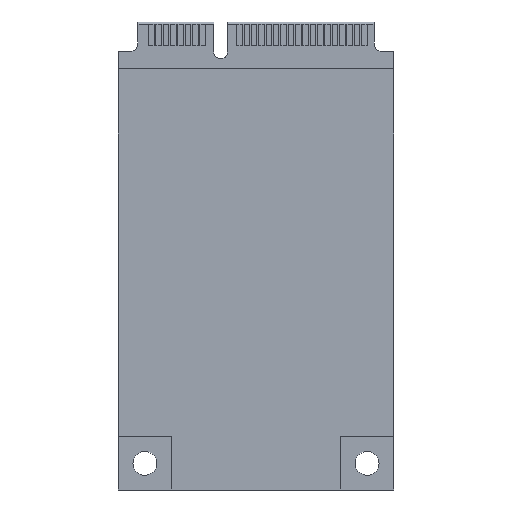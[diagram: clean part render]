
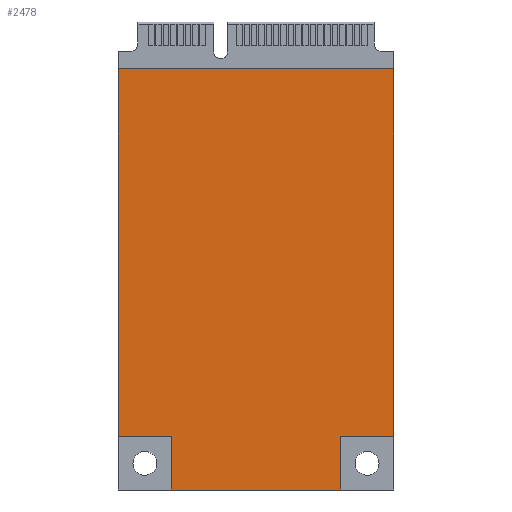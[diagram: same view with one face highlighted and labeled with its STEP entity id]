
A CAD part, front view. The second image highlights one B-rep face of the part: STEP entity #2478.
In plain terms, the highlighted planar face has unit normal (0, -1, 0).
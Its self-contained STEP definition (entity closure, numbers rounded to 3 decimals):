
#474 = DIRECTION ( 'NONE',  ( 0., 1., 0. ) ) ;
#509 = ORIENTED_EDGE ( 'NONE', *, *, #12937, .T. ) ;
#511 = LINE ( 'NONE', #4625, #3572 ) ;
#541 = VECTOR ( 'NONE', #9098, 1000. ) ;
#752 = ORIENTED_EDGE ( 'NONE', *, *, #2453, .T. ) ;
#912 = LINE ( 'NONE', #12087, #4604 ) ;
#986 = DIRECTION ( 'NONE',  ( -1., 0., 0. ) ) ;
#1180 = VERTEX_POINT ( 'NONE', #9754 ) ;
#1371 = PLANE ( 'NONE',  #1772 ) ;
#1580 = EDGE_CURVE ( 'NONE', #8737, #5407, #6473, .T. ) ;
#1603 = DIRECTION ( 'NONE',  ( 1., 0., 0. ) ) ;
#1741 = VECTOR ( 'NONE', #9363, 1000. ) ;
#1772 = AXIS2_PLACEMENT_3D ( 'NONE', #3394, #474, #6681 ) ;
#2251 = DIRECTION ( 'NONE',  ( 0., 0., -1. ) ) ;
#2278 = CARTESIAN_POINT ( 'NONE',  ( -15., -1.35, 20.375 ) ) ;
#2401 = ORIENTED_EDGE ( 'NONE', *, *, #11967, .T. ) ;
#2408 = EDGE_CURVE ( 'NONE', #9484, #9898, #7439, .T. ) ;
#2453 = EDGE_CURVE ( 'Edge12', #3717, #9484, #11389, .T. ) ;
#2478 = ADVANCED_FACE ( 'NONE', ( #6745 ), #1371, .F. ) ;
#3048 = LINE ( 'NONE', #11438, #9007 ) ;
#3394 = CARTESIAN_POINT ( 'NONE',  ( 9.2, -1.35, -25.475 ) ) ;
#3572 = VECTOR ( 'NONE', #6990, 1000. ) ;
#3717 = VERTEX_POINT ( 'NONE', #2278 ) ;
#3817 = LINE ( 'NONE', #8849, #4670 ) ;
#3830 = VERTEX_POINT ( 'NONE', #7975 ) ;
#3870 = VECTOR ( 'NONE', #8770, 1000. ) ;
#4082 = LINE ( 'NONE', #13323, #541 ) ;
#4604 = VECTOR ( 'NONE', #986, 1000. ) ;
#4625 = CARTESIAN_POINT ( 'NONE',  ( 15., -1.35, 20.375 ) ) ;
#4670 = VECTOR ( 'NONE', #1603, 1000. ) ;
#5407 = VERTEX_POINT ( 'NONE', #6948 ) ;
#6082 = VERTEX_POINT ( 'NONE', #10254 ) ;
#6290 = CARTESIAN_POINT ( 'NONE',  ( -15., -1.35, -19.675 ) ) ;
#6473 = LINE ( 'NONE', #9770, #3870 ) ;
#6680 = ORIENTED_EDGE ( 'NONE', *, *, #7293, .T. ) ;
#6681 = DIRECTION ( 'NONE',  ( 0., 0., 1. ) ) ;
#6745 = FACE_OUTER_BOUND ( 'NONE', #12718, .T. ) ;
#6757 = EDGE_CURVE ( 'NONE', #5407, #6082, #3817, .T. ) ;
#6908 = VECTOR ( 'NONE', #2251, 1000. ) ;
#6948 = CARTESIAN_POINT ( 'NONE',  ( 9.2, -1.35, -19.675 ) ) ;
#6990 = DIRECTION ( 'NONE',  ( 0., 0., 1. ) ) ;
#7293 = EDGE_CURVE ( 'NONE', #9898, #3830, #3048, .T. ) ;
#7439 = LINE ( 'NONE', #10423, #1741 ) ;
#7975 = CARTESIAN_POINT ( 'NONE',  ( -9.2, -1.35, -25.475 ) ) ;
#8737 = VERTEX_POINT ( 'NONE', #12651 ) ;
#8770 = DIRECTION ( 'NONE',  ( 0., 0., 1. ) ) ;
#8849 = CARTESIAN_POINT ( 'NONE',  ( 15., -1.35, -19.675 ) ) ;
#8972 = ORIENTED_EDGE ( 'NONE', *, *, #2408, .T. ) ;
#9007 = VECTOR ( 'NONE', #9614, 1000. ) ;
#9098 = DIRECTION ( 'NONE',  ( 1., 0., 0. ) ) ;
#9363 = DIRECTION ( 'NONE',  ( 1., 0., 0. ) ) ;
#9484 = VERTEX_POINT ( 'NONE', #10309 ) ;
#9614 = DIRECTION ( 'NONE',  ( 0., 0., -1. ) ) ;
#9754 = CARTESIAN_POINT ( 'NONE',  ( 15., -1.35, 20.375 ) ) ;
#9770 = CARTESIAN_POINT ( 'NONE',  ( 9.2, -1.35, -19.675 ) ) ;
#9898 = VERTEX_POINT ( 'NONE', #12108 ) ;
#10254 = CARTESIAN_POINT ( 'NONE',  ( 15., -1.35, -19.675 ) ) ;
#10309 = CARTESIAN_POINT ( 'NONE',  ( -15., -1.35, -19.675 ) ) ;
#10423 = CARTESIAN_POINT ( 'NONE',  ( -9.2, -1.35, -19.675 ) ) ;
#11389 = LINE ( 'NONE', #6290, #6908 ) ;
#11438 = CARTESIAN_POINT ( 'NONE',  ( -9.2, -1.35, -25.475 ) ) ;
#11967 = EDGE_CURVE ( 'NONE', #1180, #3717, #912, .T. ) ;
#12087 = CARTESIAN_POINT ( 'NONE',  ( -15., -1.35, 20.375 ) ) ;
#12108 = CARTESIAN_POINT ( 'NONE',  ( -9.2, -1.35, -19.675 ) ) ;
#12171 = ORIENTED_EDGE ( 'NONE', *, *, #13314, .T. ) ;
#12647 = ORIENTED_EDGE ( 'NONE', *, *, #1580, .T. ) ;
#12651 = CARTESIAN_POINT ( 'NONE',  ( 9.2, -1.35, -25.475 ) ) ;
#12718 = EDGE_LOOP ( 'NONE', ( #12647, #12804, #12171, #2401, #752, #8972, #6680, #509 ) ) ;
#12804 = ORIENTED_EDGE ( 'NONE', *, *, #6757, .T. ) ;
#12937 = EDGE_CURVE ( 'NONE', #3830, #8737, #4082, .T. ) ;
#13314 = EDGE_CURVE ( 'Edge6', #6082, #1180, #511, .T. ) ;
#13323 = CARTESIAN_POINT ( 'NONE',  ( 9.2, -1.35, -25.475 ) ) ;
